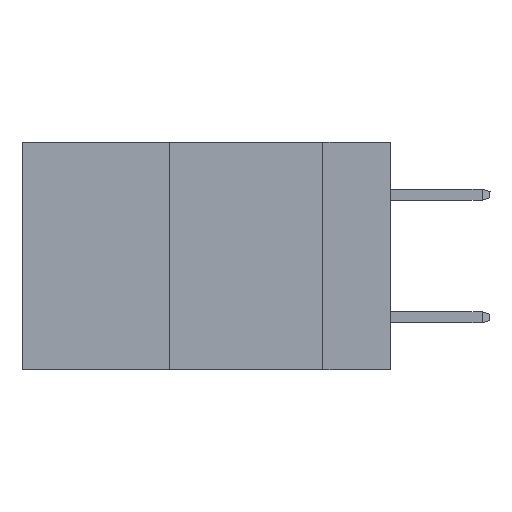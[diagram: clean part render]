
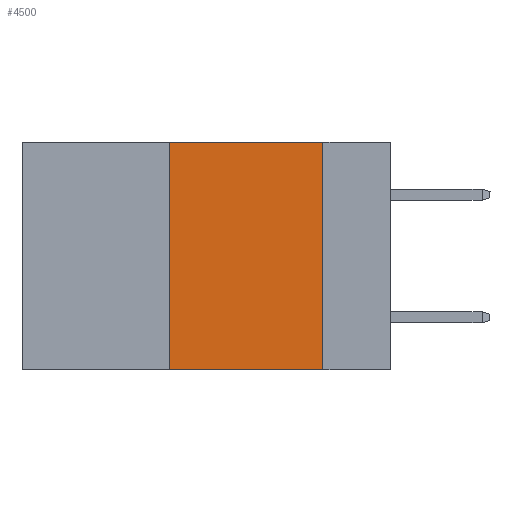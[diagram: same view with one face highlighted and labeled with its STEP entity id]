
A CAD part, left-side view. The second image highlights one B-rep face of the part: STEP entity #4500.
In plain terms, the highlighted planar face has unit normal (-1, 0, 0).
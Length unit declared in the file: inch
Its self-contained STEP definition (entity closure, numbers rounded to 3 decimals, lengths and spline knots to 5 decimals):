
#119 = CARTESIAN_POINT ( 'NONE',  ( 0., 0.11, 0. ) ) ;
#276 = VERTEX_POINT ( 'NONE', #8971 ) ;
#563 = ORIENTED_EDGE ( 'NONE', *, *, #6311, .F. ) ;
#816 = EDGE_CURVE ( 'NONE', #276, #9567, #1162, .T. ) ;
#881 = EDGE_CURVE ( 'NONE', #276, #5050, #1568, .T. ) ;
#912 = DIRECTION ( 'NONE',  ( 0., 0., 1. ) ) ;
#1057 = DIRECTION ( 'NONE',  ( 0., 0., -1. ) ) ;
#1162 = LINE ( 'NONE', #5967, #3419 ) ;
#1305 = VECTOR ( 'NONE', #1057, 39.37008 ) ;
#1568 = LINE ( 'NONE', #3626, #5804 ) ;
#1612 = LINE ( 'NONE', #4125, #7942 ) ;
#1662 = VERTEX_POINT ( 'NONE', #8567 ) ;
#2192 = CARTESIAN_POINT ( 'NONE',  ( 0., 0.11, -0.37 ) ) ;
#2618 = DIRECTION ( 'NONE',  ( 0., 0., -1. ) ) ;
#2777 = DIRECTION ( 'NONE',  ( 0., -1., 0. ) ) ;
#2790 = DIRECTION ( 'NONE',  ( 1., 0., 0. ) ) ;
#3419 = VECTOR ( 'NONE', #2777, 39.37008 ) ;
#3626 = CARTESIAN_POINT ( 'NONE',  ( 0., 0.36, 0. ) ) ;
#4125 = CARTESIAN_POINT ( 'NONE',  ( 0., 0.6, 0. ) ) ;
#4500 = ADVANCED_FACE ( 'NONE', ( #7018 ), #7006, .F. ) ;
#4879 = EDGE_LOOP ( 'NONE', ( #563, #6643, #10408, #6576 ) ) ;
#5050 = VERTEX_POINT ( 'NONE', #5832 ) ;
#5804 = VECTOR ( 'NONE', #912, 39.37008 ) ;
#5832 = CARTESIAN_POINT ( 'NONE',  ( 0., 0.36, 0. ) ) ;
#5967 = CARTESIAN_POINT ( 'NONE',  ( 0., 0.6, -0.37 ) ) ;
#6311 = EDGE_CURVE ( 'NONE', #1662, #9567, #7670, .T. ) ;
#6576 = ORIENTED_EDGE ( 'NONE', *, *, #816, .T. ) ;
#6643 = ORIENTED_EDGE ( 'NONE', *, *, #10623, .F. ) ;
#7006 = PLANE ( 'NONE',  #9441 ) ;
#7018 = FACE_OUTER_BOUND ( 'NONE', #4879, .T. ) ;
#7670 = LINE ( 'NONE', #119, #1305 ) ;
#7856 = CARTESIAN_POINT ( 'NONE',  ( 0., 0.6, 0. ) ) ;
#7942 = VECTOR ( 'NONE', #10901, 39.37008 ) ;
#8567 = CARTESIAN_POINT ( 'NONE',  ( 0., 0.11, 0. ) ) ;
#8971 = CARTESIAN_POINT ( 'NONE',  ( 0., 0.36, -0.37 ) ) ;
#9441 = AXIS2_PLACEMENT_3D ( 'NONE', #7856, #2790, #2618 ) ;
#9567 = VERTEX_POINT ( 'NONE', #2192 ) ;
#10408 = ORIENTED_EDGE ( 'NONE', *, *, #881, .F. ) ;
#10623 = EDGE_CURVE ( 'NONE', #5050, #1662, #1612, .T. ) ;
#10901 = DIRECTION ( 'NONE',  ( 0., -1., 0. ) ) ;
